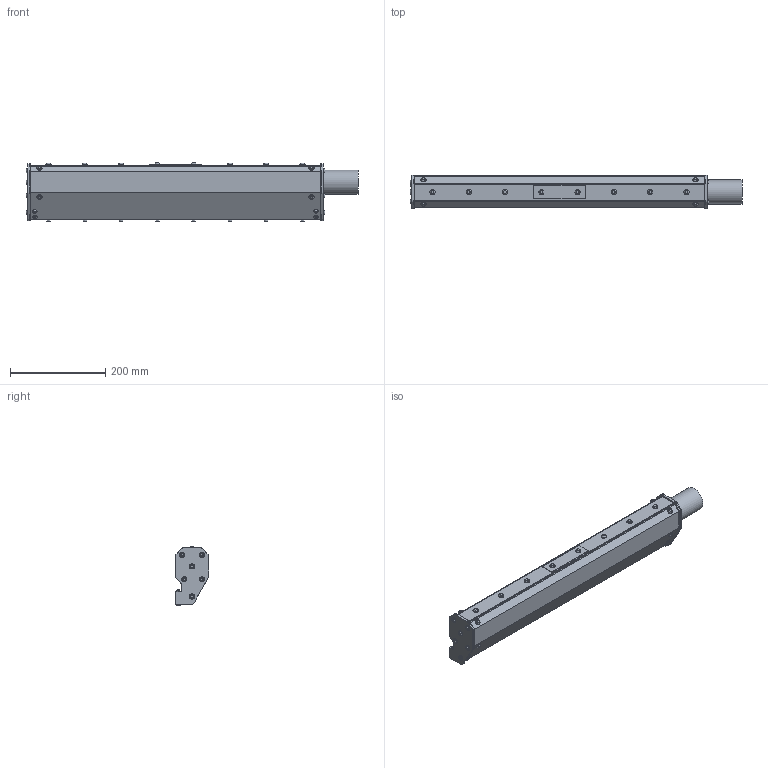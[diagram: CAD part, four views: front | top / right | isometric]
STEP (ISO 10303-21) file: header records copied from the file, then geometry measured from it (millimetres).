
FILE_DESCRIPTION(/* description */ (''),/* implementation_level */ '2;1');
FILE_NAME(/* name */ 'MA2Axxxxxx024.stp',/* time_stamp */ '2018-02-06T09:37:05-05:00',/* author */ ('James'),/* organization */ (''),/* preprocessor_version */ 'ST-DEVELOPER v16.5',/* originating_system */ 'Autodesk Inventor 2017',/* authorisation */ '');
FILE_SCHEMA (('AUTOMOTIVE_DESIGN { 1 0 10303 214 3 1 1 }'));
Products named in the file (1): MA2Axxxxxx024
Bounding box: 697.34 x 71.12 x 122.73 mm (x, y, z)
Volume: 3762653.6 mm3; surface area: 245440 mm2
Topology: 1 solids, 1 shells, 630 faces, 1402 edges, 907 vertices
Faces by surface type: plane 273, cone 152, cylinder 150, sphere 31, bspline 16, torus 8
Full cylindrical faces by diameter (mm): 7.6 x4, 9 x20, 9.5 x18, 10.5 x9, 11 x27, 50.8 x1
Entity records: 34851 total; most frequent: CARTESIAN_POINT 21821, DIRECTION 2624, ORIENTED_EDGE 2506, EDGE_CURVE 1253, AXIS2_PLACEMENT_3D 1112, EDGE_LOOP 858, VERTEX_POINT 853, FACE_OUTER_BOUND 630
